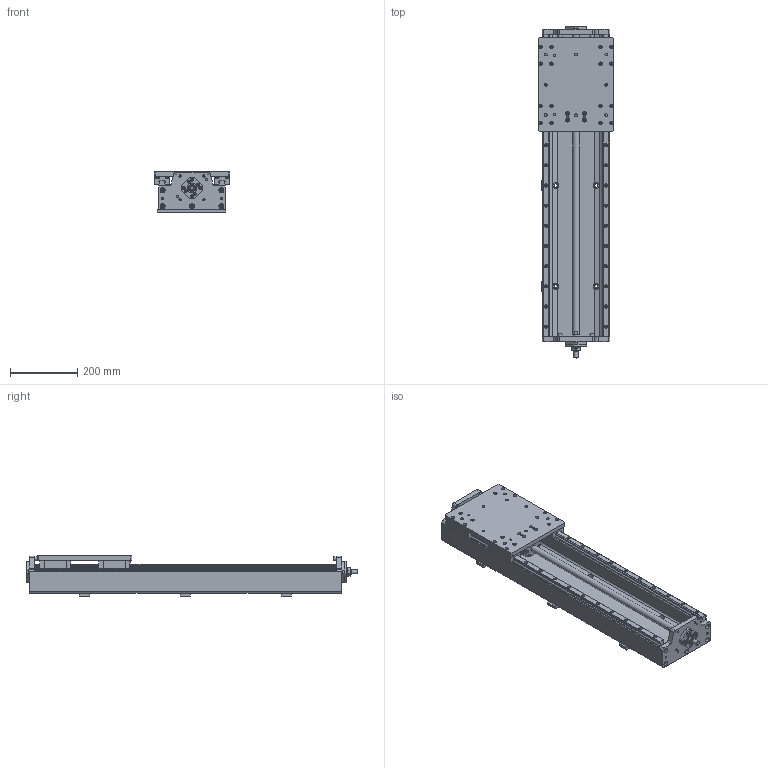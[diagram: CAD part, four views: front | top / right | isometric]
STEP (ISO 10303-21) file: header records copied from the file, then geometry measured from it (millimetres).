
FILE_DESCRIPTION((''),'2;1');
FILE_NAME('KK-HD-225-20-20XX-0900.stp','2009-03-21T11:50:39',('kurt'),(''),'Autodesk Inventor 2008','Autodesk Inventor 2008','');
FILE_SCHEMA(('AUTOMOTIVE_DESIGN { 1 0 10303 214 1 1 1 1 }'));
Length unit declared in the file: millimetre
Products named in the file (1): Part325
Bounding box: 225 x 987 x 120 mm (x, y, z)
Volume: 8623235.5 mm3; surface area: 1059870.9 mm2
Topology: 1 solids, 21 shells, 2410 faces, 6343 edges, 4178 vertices
Faces by surface type: plane 1573, cylinder 459, bspline 247, cone 115, torus 16
Full cylindrical faces by diameter (mm): 2.459 x4, 3 x5, 3.5 x4, 4.134 x38, 4.917 x10, 5 x16, 5.5 x28, 6 x44, 6.6 x14, 6.647 x10, 7.5 x4, 8.376 x8, 9 x10, 9.5 x42, 10 x16, 10.106 x6, 11 x12, 12 x1, 14.3 x1, 15 x14, 18 x7, 20 x2, 20.44 x4, 20.5 x1, 20.733 x2, 21 x1, 26.56 x4, 28 x2, 30.8 x2, 32 x1
Entity records: 78547 total; most frequent: CARTESIAN_POINT 19415, ORIENTED_EDGE 11620, DIRECTION 10704, EDGE_CURVE 5810, VECTOR 4196, LINE 4196, VERTEX_POINT 4064, AXIS2_PLACEMENT_3D 3254
